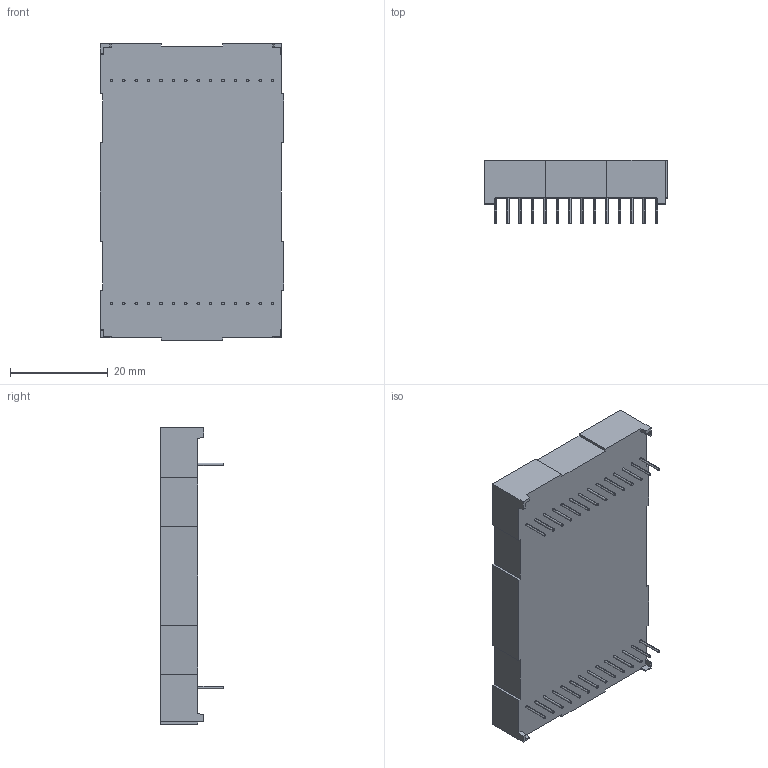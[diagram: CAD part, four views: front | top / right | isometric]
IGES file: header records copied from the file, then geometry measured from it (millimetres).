
Start section: SolidWorks IGES file using analytic representation for surfaces
Global section: file name: TBA-TBC24-22.IGS; native system: SolidWorks 2008; preprocessor: SolidWorks 2008; author: evant; date: 080907.100749; units: millimetre
Bounding box: 37.6 x 12.9 x 60.8 mm (x, y, z)
Surface area: 6309.2 mm2 (no closed solid volume)
Topology: 0 solids, 0 shells, 537 faces, 7303 edges, 8620 vertices
Faces by surface type: bspline 401, revolution 136
